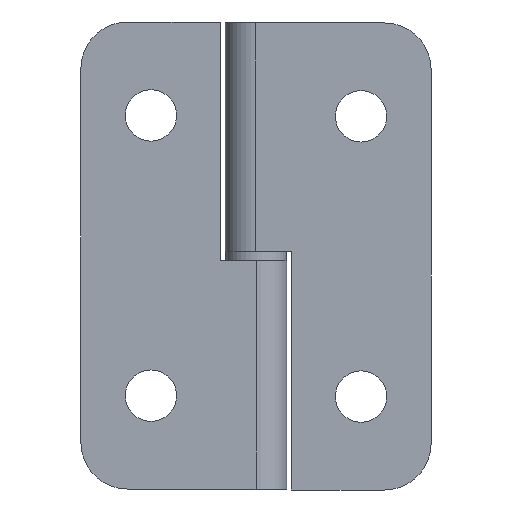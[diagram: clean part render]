
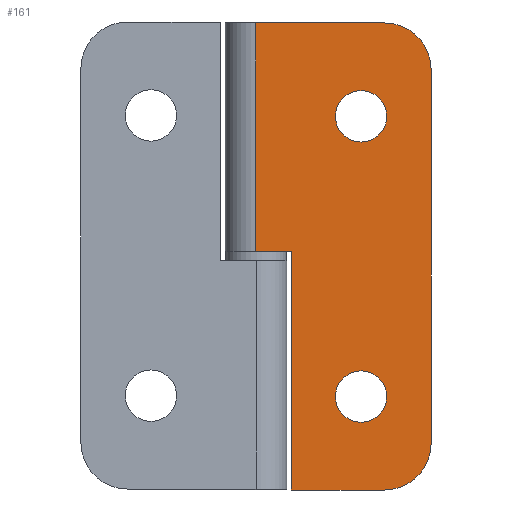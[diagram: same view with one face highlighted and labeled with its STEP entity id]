
A CAD part, front view. The second image highlights one B-rep face of the part: STEP entity #161.
In plain terms, the highlighted planar face has unit normal (0, -1, 0).
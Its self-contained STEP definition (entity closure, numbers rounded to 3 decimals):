
#161=ADVANCED_FACE('',(#378,#379,#380),#381,.F.);
#378=FACE_BOUND('',#689,.T.);
#379=FACE_OUTER_BOUND('',#690,.T.);
#380=FACE_BOUND('',#691,.T.);
#381=PLANE('',#692);
#689=EDGE_LOOP('',(#1028));
#690=EDGE_LOOP('',(#1029,#1030,#1031,#1032,#1033,#1034,#1035,#1036));
#691=EDGE_LOOP('',(#1037));
#692=AXIS2_PLACEMENT_3D('',#1038,#1039,#1040);
#1028=ORIENTED_EDGE('',*,*,#1789,.F.);
#1029=ORIENTED_EDGE('',*,*,#1790,.F.);
#1030=ORIENTED_EDGE('',*,*,#1791,.T.);
#1031=ORIENTED_EDGE('',*,*,#1792,.F.);
#1032=ORIENTED_EDGE('',*,*,#1739,.T.);
#1033=ORIENTED_EDGE('',*,*,#1793,.F.);
#1034=ORIENTED_EDGE('',*,*,#1794,.F.);
#1035=ORIENTED_EDGE('',*,*,#1795,.T.);
#1036=ORIENTED_EDGE('',*,*,#1796,.T.);
#1037=ORIENTED_EDGE('',*,*,#1797,.F.);
#1038=CARTESIAN_POINT('',(0.0,-6.6,50.0));
#1039=DIRECTION('',(-0.0,1.0,0.0));
#1040=DIRECTION('',(1.0,0.0,0.0));
#1739=EDGE_CURVE('',#2051,#2048,#2052,.T.);
#1789=EDGE_CURVE('',#2137,#2137,#2138,.T.);
#1790=EDGE_CURVE('',#2139,#2140,#2141,.T.);
#1791=EDGE_CURVE('',#2139,#2142,#2143,.F.);
#1792=EDGE_CURVE('',#2051,#2142,#2144,.T.);
#1793=EDGE_CURVE('',#2145,#2048,#2146,.T.);
#1794=EDGE_CURVE('',#2147,#2145,#2148,.T.);
#1795=EDGE_CURVE('',#2147,#2149,#2150,.T.);
#1796=EDGE_CURVE('',#2149,#2140,#2151,.F.);
#1797=EDGE_CURVE('',#2152,#2152,#2153,.T.);
#2048=VERTEX_POINT('',#2512);
#2051=VERTEX_POINT('',#2515);
#2052=LINE('',#2516,#2517);
#2137=VERTEX_POINT('',#2633);
#2138=CIRCLE('',#2634,5.5);
#2139=VERTEX_POINT('',#2635);
#2140=VERTEX_POINT('',#2636);
#2141=LINE('',#2637,#2638);
#2142=VERTEX_POINT('',#2639);
#2143=CIRCLE('',#2640,10.0);
#2144=LINE('',#2641,#2642);
#2145=VERTEX_POINT('',#2643);
#2146=LINE('',#2644,#2645);
#2147=VERTEX_POINT('',#2646);
#2148=LINE('',#2647,#2648);
#2149=VERTEX_POINT('',#2649);
#2150=LINE('',#2650,#2651);
#2151=CIRCLE('',#2652,10.0);
#2152=VERTEX_POINT('',#2653);
#2153=CIRCLE('',#2654,5.5);
#2512=CARTESIAN_POINT('',(0.,-6.6,1.1));
#2515=CARTESIAN_POINT('',(0.,-6.6,50.0));
#2516=CARTESIAN_POINT('',(0.,-6.6,50.0));
#2517=VECTOR('',#3134,1.0);
#2633=CARTESIAN_POINT('',(28.0,-6.6,-30.0));
#2634=AXIS2_PLACEMENT_3D('',#3187,#3188,#3189);
#2635=CARTESIAN_POINT('',(37.5,-6.6,40.0));
#2636=CARTESIAN_POINT('',(37.5,-6.6,-40.0));
#2637=CARTESIAN_POINT('',(37.5,-6.6,50.0));
#2638=VECTOR('',#3190,1.0);
#2639=CARTESIAN_POINT('',(27.5,-6.6,50.0));
#2640=AXIS2_PLACEMENT_3D('',#3191,#3192,#3193);
#2641=CARTESIAN_POINT('',(0.0,-6.6,50.0));
#2642=VECTOR('',#3194,1.0);
#2643=CARTESIAN_POINT('',(7.6,-6.6,1.1));
#2644=CARTESIAN_POINT('',(0.0,-6.6,1.1));
#2645=VECTOR('',#3195,1.0);
#2646=CARTESIAN_POINT('',(7.6,-6.6,-50.0));
#2647=CARTESIAN_POINT('',(7.6,-6.6,50.0));
#2648=VECTOR('',#3196,1.0);
#2649=CARTESIAN_POINT('',(27.5,-6.6,-50.0));
#2650=CARTESIAN_POINT('',(0.0,-6.6,-50.0));
#2651=VECTOR('',#3197,1.0);
#2652=AXIS2_PLACEMENT_3D('',#3198,#3199,#3200);
#2653=CARTESIAN_POINT('',(28.0,-6.6,30.0));
#2654=AXIS2_PLACEMENT_3D('',#3201,#3202,#3203);
#3134=DIRECTION('',(0.0,0.0,-1.0));
#3187=CARTESIAN_POINT('',(22.5,-6.6,-30.0));
#3188=DIRECTION('',(0.0,-1.0,0.0));
#3189=DIRECTION('',(1.0,0.0,0.0));
#3190=DIRECTION('',(0.0,0.0,-1.0));
#3191=CARTESIAN_POINT('',(27.5,-6.6,40.0));
#3192=DIRECTION('',(0.0,1.0,0.0));
#3193=DIRECTION('',(0.0,0.0,1.0));
#3194=DIRECTION('',(1.0,0.0,0.0));
#3195=DIRECTION('',(-1.0,0.0,0.0));
#3196=DIRECTION('',(0.,0.0,1.0));
#3197=DIRECTION('',(1.0,0.0,0.0));
#3198=CARTESIAN_POINT('',(27.5,-6.6,-40.0));
#3199=DIRECTION('',(0.0,1.0,0.0));
#3200=DIRECTION('',(0.0,0.0,1.0));
#3201=CARTESIAN_POINT('',(22.5,-6.6,30.0));
#3202=DIRECTION('',(0.0,-1.0,0.0));
#3203=DIRECTION('',(1.0,0.0,0.0));
